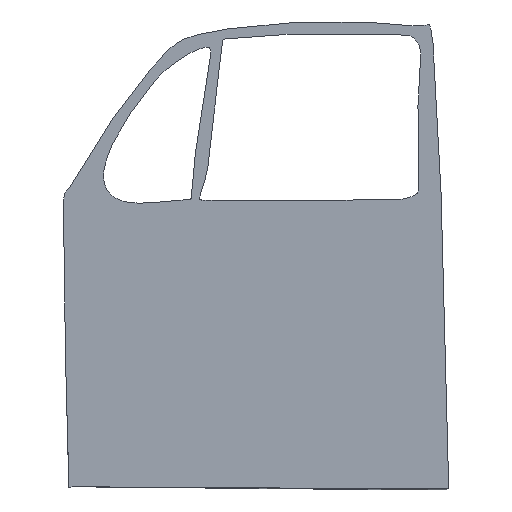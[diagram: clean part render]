
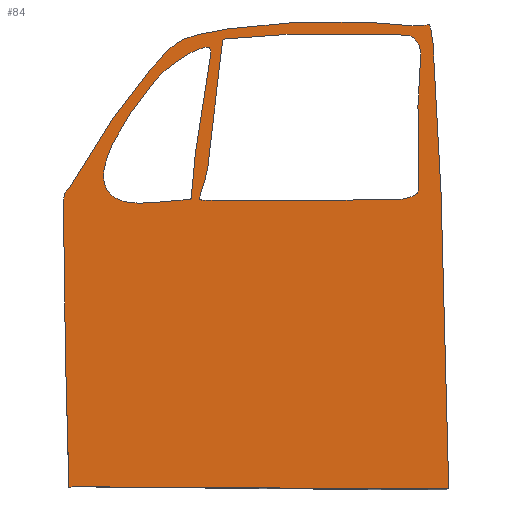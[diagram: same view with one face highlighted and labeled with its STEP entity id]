
A CAD part, left-side view. The second image highlights one B-rep face of the part: STEP entity #84.
In plain terms, the highlighted planar face has unit normal (-1, 0, 0).
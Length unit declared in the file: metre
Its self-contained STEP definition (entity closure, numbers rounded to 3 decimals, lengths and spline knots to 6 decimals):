
#21=PLANE('',#106);
#32=ORIENTED_EDGE('',*,*,#38,.F.);
#33=ORIENTED_EDGE('',*,*,#36,.T.);
#34=ORIENTED_EDGE('',*,*,#40,.F.);
#36=EDGE_CURVE('',#42,#42,#48,.T.);
#38=EDGE_CURVE('',#44,#44,#50,.T.);
#40=EDGE_CURVE('',#46,#46,#52,.T.);
#42=VERTEX_POINT('',#187);
#44=VERTEX_POINT('',#241);
#46=VERTEX_POINT('',#311);
#48=B_SPLINE_CURVE_WITH_KNOTS('',3,(#169,#170,#171,#172,#173,#174,#175,
#176,#177,#178,#179,#180,#181,#182,#183,#184,#185,#186),.UNSPECIFIED.,.T.,
 .F.,(1,3,1,1,1,1,1,1,1,1,1,1,1,1,1,1,3,1),(-0.14812,0.,0.029617,
0.0572,0.11027,0.242421,0.263769,
0.349647,0.473996,0.50571,0.543896,
0.622918,0.731216,0.765118,0.803538,
0.85188,1.,1.029617),.UNSPECIFIED.);
#50=B_SPLINE_CURVE_WITH_KNOTS('',3,(#228,#229,#230,#231,#232,#233,#234,
#235,#236,#237,#238,#239,#240),.UNSPECIFIED.,.T.,.F.,(1,3,1,1,1,1,1,1,1,
1,1,3,1),(-0.068659,0.,0.100442,0.219609,0.339805,
0.438887,0.525788,0.651744,0.6936,
0.748222,0.931341,1.,1.100442),.UNSPECIFIED.);
#52=B_SPLINE_CURVE_WITH_KNOTS('',3,(#294,#295,#296,#297,#298,#299,#300,
#301,#302,#303,#304,#305,#306,#307,#308,#309,#310),.UNSPECIFIED.,.T.,.F.,
(1,3,1,1,1,1,1,1,1,1,1,1,1,1,1,3,1),(-0.022515,0.,0.018807,
0.165254,0.190071,0.264892,0.349203,
0.400408,0.508177,0.583503,0.601758,
0.787796,0.800584,0.810393,0.977485,
1.,1.018807),.UNSPECIFIED.);
#62=EDGE_LOOP('',(#32));
#63=EDGE_LOOP('',(#33));
#64=EDGE_LOOP('',(#34));
#74=FACE_BOUND('',#62,.T.);
#75=FACE_BOUND('',#63,.T.);
#76=FACE_BOUND('',#64,.T.);
#84=ADVANCED_FACE('',(#74,#75,#76),#21,.F.);
#106=AXIS2_PLACEMENT_3D('',#313,#111,#112);
#111=DIRECTION('',(1.,0.,0.));
#112=DIRECTION('',(0.,1.,0.));
#169=CARTESIAN_POINT('',(0.04,0.012163,0.008907));
#170=CARTESIAN_POINT('',(0.04,0.012427,0.008919));
#171=CARTESIAN_POINT('',(0.04,0.012497,0.008954));
#172=CARTESIAN_POINT('',(0.04,0.013209,0.008875));
#173=CARTESIAN_POINT('',(0.04,0.012247,0.010283));
#174=CARTESIAN_POINT('',(0.04,0.011732,0.018554));
#175=CARTESIAN_POINT('',(0.04,0.011455,0.018727));
#176=CARTESIAN_POINT('',(0.04,0.007875,0.019092));
#177=CARTESIAN_POINT('',(0.04,0.000682,0.018991));
#178=CARTESIAN_POINT('',(0.04,0.000163,0.018873));
#179=CARTESIAN_POINT('',(0.04,-0.000621,0.018217));
#180=CARTESIAN_POINT('',(0.04,-0.000029,0.015368));
#181=CARTESIAN_POINT('',(0.04,-0.00042,0.00982));
#182=CARTESIAN_POINT('',(0.04,-0.000145,0.009202));
#183=CARTESIAN_POINT('',(0.04,0.000754,0.008964));
#184=CARTESIAN_POINT('',(0.04,0.001519,0.008976));
#185=CARTESIAN_POINT('',(0.04,0.010841,0.008848));
#186=CARTESIAN_POINT('',(0.04,0.012163,0.008907));
#187=CARTESIAN_POINT('',(0.04,0.012163,0.008907));
#228=CARTESIAN_POINT('',(0.04,0.012474,0.018172));
#229=CARTESIAN_POINT('',(0.04,0.012809,0.018262));
#230=CARTESIAN_POINT('',(0.04,0.0149,0.01723));
#231=CARTESIAN_POINT('',(0.04,0.01671,0.014963));
#232=CARTESIAN_POINT('',(0.04,0.018461,0.012277));
#233=CARTESIAN_POINT('',(0.04,0.019077,0.009884));
#234=CARTESIAN_POINT('',(0.04,0.017631,0.008402));
#235=CARTESIAN_POINT('',(0.04,0.014015,0.009002));
#236=CARTESIAN_POINT('',(0.04,0.013438,0.00894));
#237=CARTESIAN_POINT('',(0.04,0.013604,0.009834));
#238=CARTESIAN_POINT('',(0.04,0.012466,0.01692));
#239=CARTESIAN_POINT('',(0.04,0.012244,0.01811));
#240=CARTESIAN_POINT('',(0.04,0.012474,0.018172));
#241=CARTESIAN_POINT('',(0.04,0.012474,0.018172));
#294=CARTESIAN_POINT('',(0.04,0.0209,-0.00849));
#295=CARTESIAN_POINT('',(0.04,0.020911,-0.008488));
#296=CARTESIAN_POINT('',(0.04,0.020822,-0.008091));
#297=CARTESIAN_POINT('',(0.04,0.021525,0.009494));
#298=CARTESIAN_POINT('',(0.04,0.020922,0.009363));
#299=CARTESIAN_POINT('',(0.04,0.018627,0.013709));
#300=CARTESIAN_POINT('',(0.04,0.015099,0.018001));
#301=CARTESIAN_POINT('',(0.04,0.013317,0.019231));
#302=CARTESIAN_POINT('',(0.04,0.004144,0.020155));
#303=CARTESIAN_POINT('',(0.04,-0.000564,0.019288));
#304=CARTESIAN_POINT('',(0.04,-0.001563,0.020315));
#305=CARTESIAN_POINT('',(0.04,-0.002089,-0.008458));
#306=CARTESIAN_POINT('',(0.04,-0.002092,-0.008544));
#307=CARTESIAN_POINT('',(0.04,-0.00203,-0.008815));
#308=CARTESIAN_POINT('',(0.04,0.020521,-0.007994));
#309=CARTESIAN_POINT('',(0.04,0.020886,-0.008492));
#310=CARTESIAN_POINT('',(0.04,0.0209,-0.00849));
#311=CARTESIAN_POINT('',(0.04,0.0209,-0.00849));
#313=CARTESIAN_POINT('',(0.04,0.003127,0.006745));
